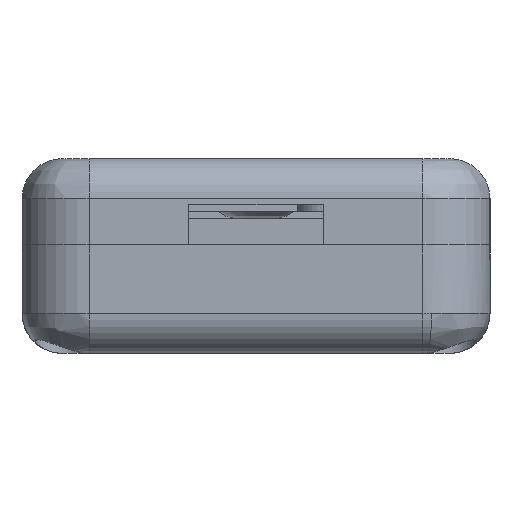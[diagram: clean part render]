
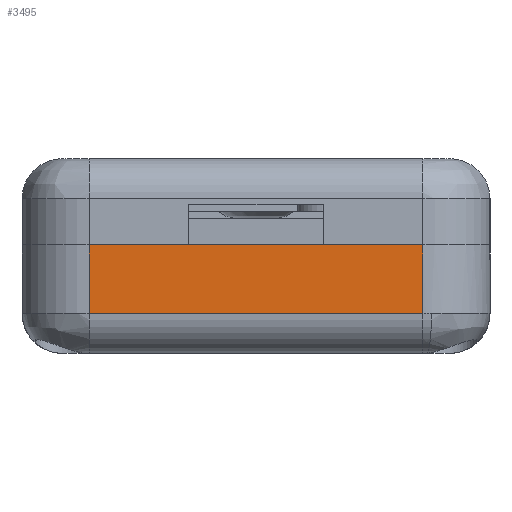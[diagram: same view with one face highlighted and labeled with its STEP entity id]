
A CAD part, left-side view. The second image highlights one B-rep face of the part: STEP entity #3495.
In plain terms, the highlighted planar face has unit normal (-1, 0, 0).
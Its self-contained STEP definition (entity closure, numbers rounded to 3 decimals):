
#335=FACE_OUTER_BOUND('',#533,.T.);
#533=EDGE_LOOP('',(#2510,#2511,#2512,#2513));
#783=LINE('',#5133,#1143);
#813=LINE('',#5358,#1173);
#822=LINE('',#5464,#1182);
#824=LINE('',#5467,#1184);
#1143=VECTOR('',#4085,10.);
#1173=VECTOR('',#4175,10.);
#1182=VECTOR('',#4220,10.);
#1184=VECTOR('',#4224,10.);
#1493=VERTEX_POINT('',#5130);
#1494=VERTEX_POINT('',#5132);
#1542=VERTEX_POINT('',#5349);
#1545=VERTEX_POINT('',#5356);
#1845=EDGE_CURVE('',#1493,#1494,#783,.T.);
#1905=EDGE_CURVE('',#1545,#1542,#813,.T.);
#1930=EDGE_CURVE('',#1542,#1493,#822,.T.);
#1932=EDGE_CURVE('',#1494,#1545,#824,.T.);
#2510=ORIENTED_EDGE('',*,*,#1905,.F.);
#2511=ORIENTED_EDGE('',*,*,#1932,.F.);
#2512=ORIENTED_EDGE('',*,*,#1845,.F.);
#2513=ORIENTED_EDGE('',*,*,#1930,.F.);
#3364=PLANE('',#3726);
#3495=ADVANCED_FACE('',(#335),#3364,.T.);
#3726=AXIS2_PLACEMENT_3D('',#5466,#4222,#4223);
#4085=DIRECTION('',(0.,-1.,0.));
#4175=DIRECTION('',(0.,1.,0.));
#4220=DIRECTION('',(0.,0.,1.));
#4222=DIRECTION('center_axis',(-1.,0.,0.));
#4223=DIRECTION('ref_axis',(0.,-1.,0.));
#4224=DIRECTION('',(0.,0.,-1.));
#5130=CARTESIAN_POINT('',(-2.75,23.86,1.57));
#5132=CARTESIAN_POINT('',(-2.75,-1.,1.57));
#5133=CARTESIAN_POINT('',(-2.75,20.145,1.57));
#5349=CARTESIAN_POINT('',(-2.75,23.86,-3.5));
#5356=CARTESIAN_POINT('',(-2.75,-1.,-3.5));
#5358=CARTESIAN_POINT('',(-2.75,20.145,-3.5));
#5464=CARTESIAN_POINT('',(-2.75,23.86,0.));
#5466=CARTESIAN_POINT('Origin',(-2.75,28.86,0.));
#5467=CARTESIAN_POINT('',(-2.75,-1.,0.));
